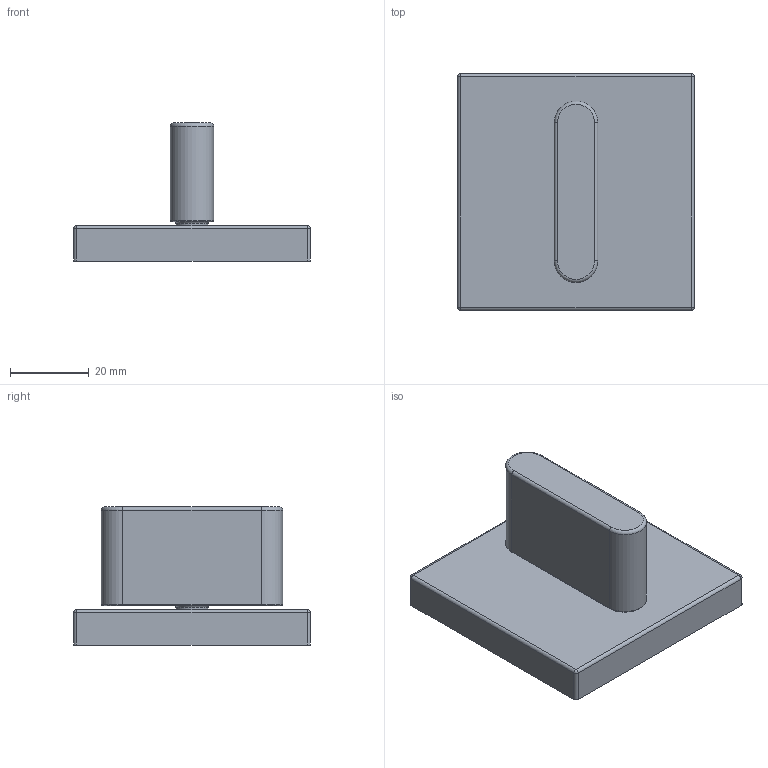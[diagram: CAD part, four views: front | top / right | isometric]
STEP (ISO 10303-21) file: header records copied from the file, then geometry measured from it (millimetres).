
FILE_DESCRIPTION (( 'STEP AP203' ), '1' );
FILE_NAME ('36607707-00.STEP', '2019-09-11T05:46:12', ( '' ), ( '' ), 'SwSTEP 2.0', 'SolidWorks 2017', '' );
FILE_SCHEMA (( 'CONFIG_CONTROL_DESIGN' ));
Length unit declared in the file: millimetre
Products named in the file (3): Planungsmodell_Griff-+-09.20.70.051-01; 36607707-00; Planungsmodell_Rosette-+-09.27.78.033-01_K1
Assembly tree (2 placements, depth 2):
  36607707-00
    Planungsmodell_Rosette-+-09.27.78.033-01_K1
    Planungsmodell_Griff-+-09.20.70.051-01
Bounding box: 60 x 60 x 35 mm (x, y, z)
Volume: 44401.3 mm3; surface area: 12809 mm2
Topology: 2 solids, 2 shells, 35 faces, 74 edges, 40 vertices
Faces by surface type: cylinder 15, plane 11, torus 5, sphere 4
Full cylindrical faces by diameter (mm): 8.2 x1
Entity records: 1185 total; most frequent: DIRECTION 182, CARTESIAN_POINT 146, ORIENTED_EDGE 134, AXIS2_PLACEMENT_3D 75, EDGE_CURVE 67, VERTEX_POINT 39, EDGE_LOOP 38, FACE_OUTER_BOUND 37
